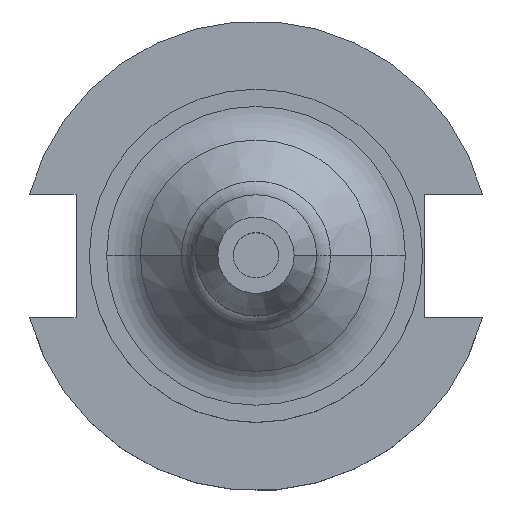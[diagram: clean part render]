
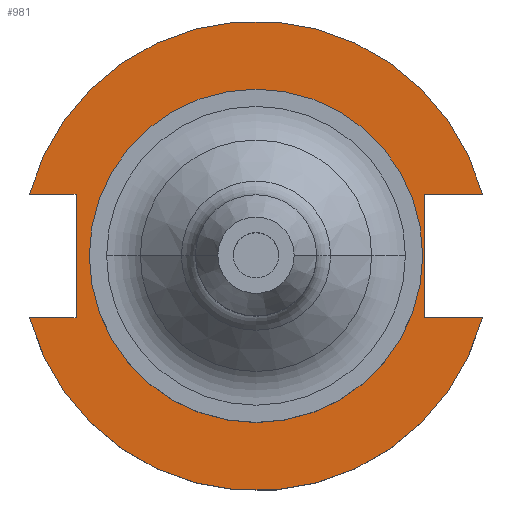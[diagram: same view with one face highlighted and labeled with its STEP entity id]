
A CAD part, top view. The second image highlights one B-rep face of the part: STEP entity #981.
In plain terms, the highlighted planar face has unit normal (0, 0, 1).
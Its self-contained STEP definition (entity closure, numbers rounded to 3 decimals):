
#26 = FACE_OUTER_BOUND ( 'NONE', #1603, .T. ) ;
#50 = ORIENTED_EDGE ( 'NONE', *, *, #1289, .T. ) ;
#58 = VERTEX_POINT ( 'NONE', #1463 ) ;
#112 = CARTESIAN_POINT ( 'NONE',  ( 47.477, -12.954, 19.05 ) ) ;
#118 = CARTESIAN_POINT ( 'NONE',  ( 35.306, 12.954, 19.05 ) ) ;
#127 = CARTESIAN_POINT ( 'NONE',  ( -63.719, 12.954, 19.05 ) ) ;
#150 = AXIS2_PLACEMENT_3D ( 'NONE', #1698, #1038, #345 ) ;
#162 = ORIENTED_EDGE ( 'NONE', *, *, #1695, .F. ) ;
#172 = CARTESIAN_POINT ( 'NONE',  ( 0., 0., 19.05 ) ) ;
#204 = VERTEX_POINT ( 'NONE', #112 ) ;
#237 = EDGE_CURVE ( 'NONE', #327, #1689, #338, .T. ) ;
#255 = LINE ( 'NONE', #351, #755 ) ;
#327 = VERTEX_POINT ( 'NONE', #1276 ) ;
#338 = LINE ( 'NONE', #118, #1449 ) ;
#345 = DIRECTION ( 'NONE',  ( 1., 0., 0. ) ) ;
#351 = CARTESIAN_POINT ( 'NONE',  ( -63.719, -12.954, 19.05 ) ) ;
#371 = DIRECTION ( 'NONE',  ( 1., 0., 0. ) ) ;
#372 = AXIS2_PLACEMENT_3D ( 'NONE', #172, #634, #1241 ) ;
#386 = CARTESIAN_POINT ( 'NONE',  ( 47.477, 12.954, 19.05 ) ) ;
#419 = CARTESIAN_POINT ( 'NONE',  ( 0., 0., 19.05 ) ) ;
#420 = CARTESIAN_POINT ( 'NONE',  ( -37.719, 12.954, 19.05 ) ) ;
#424 = DIRECTION ( 'NONE',  ( 1., 0., 0. ) ) ;
#434 = DIRECTION ( 'NONE',  ( 0., 0., 1. ) ) ;
#442 = DIRECTION ( 'NONE',  ( 1., 0., 0. ) ) ;
#459 = CIRCLE ( 'NONE', #372, 34.925 ) ;
#485 = ORIENTED_EDGE ( 'NONE', *, *, #1632, .F. ) ;
#499 = DIRECTION ( 'NONE',  ( 1., 0., 0. ) ) ;
#516 = VERTEX_POINT ( 'NONE', #420 ) ;
#547 = CARTESIAN_POINT ( 'NONE',  ( 0., 49.212, 19.05 ) ) ;
#566 = VERTEX_POINT ( 'NONE', #1214 ) ;
#585 = EDGE_LOOP ( 'NONE', ( #162, #1257 ) ) ;
#586 = DIRECTION ( 'NONE',  ( 0., -1., 0. ) ) ;
#604 = LINE ( 'NONE', #1462, #729 ) ;
#617 = EDGE_CURVE ( 'NONE', #58, #516, #978, .T. ) ;
#634 = DIRECTION ( 'NONE',  ( 0., 0., 1. ) ) ;
#729 = VECTOR ( 'NONE', #371, 1000. ) ;
#734 = DIRECTION ( 'NONE',  ( -1., 0., 0. ) ) ;
#744 = CIRCLE ( 'NONE', #1553, 49.212 ) ;
#745 = CARTESIAN_POINT ( 'NONE',  ( -47.477, 12.954, 19.05 ) ) ;
#755 = VECTOR ( 'NONE', #499, 1000. ) ;
#800 = LINE ( 'NONE', #1279, #1081 ) ;
#803 = LINE ( 'NONE', #127, #1488 ) ;
#831 = ORIENTED_EDGE ( 'NONE', *, *, #1076, .F. ) ;
#842 = AXIS2_PLACEMENT_3D ( 'NONE', #1089, #434, #1228 ) ;
#852 = DIRECTION ( 'NONE',  ( 0., 1., 0. ) ) ;
#882 = CIRCLE ( 'NONE', #842, 49.212 ) ;
#896 = EDGE_CURVE ( 'NONE', #516, #1542, #803, .T. ) ;
#923 = CIRCLE ( 'NONE', #150, 34.925 ) ;
#952 = DIRECTION ( 'NONE',  ( 0., 0., 1. ) ) ;
#978 = LINE ( 'NONE', #1777, #1598 ) ;
#981 = ADVANCED_FACE ( 'NONE', ( #1084, #26 ), #1212, .T. ) ;
#1021 = CARTESIAN_POINT ( 'NONE',  ( 34.925, 0., 19.05 ) ) ;
#1037 = CARTESIAN_POINT ( 'NONE',  ( 35.306, -12.954, 19.05 ) ) ;
#1038 = DIRECTION ( 'NONE',  ( 0., 0., 1. ) ) ;
#1076 = EDGE_CURVE ( 'NONE', #1762, #327, #800, .T. ) ;
#1081 = VECTOR ( 'NONE', #734, 1000. ) ;
#1084 = FACE_BOUND ( 'NONE', #585, .T. ) ;
#1089 = CARTESIAN_POINT ( 'NONE',  ( 0., 0., 19.05 ) ) ;
#1097 = DIRECTION ( 'NONE',  ( 0., 0., 1. ) ) ;
#1110 = ORIENTED_EDGE ( 'NONE', *, *, #1501, .F. ) ;
#1212 = PLANE ( 'NONE',  #1246 ) ;
#1214 = CARTESIAN_POINT ( 'NONE',  ( -34.925, 0., 19.05 ) ) ;
#1228 = DIRECTION ( 'NONE',  ( 1., 0., 0. ) ) ;
#1241 = DIRECTION ( 'NONE',  ( 1., 0., 0. ) ) ;
#1246 = AXIS2_PLACEMENT_3D ( 'NONE', #547, #1097, #424 ) ;
#1247 = EDGE_CURVE ( 'NONE', #1615, #204, #744, .T. ) ;
#1257 = ORIENTED_EDGE ( 'NONE', *, *, #1569, .F. ) ;
#1276 = CARTESIAN_POINT ( 'NONE',  ( 35.306, 12.954, 19.05 ) ) ;
#1279 = CARTESIAN_POINT ( 'NONE',  ( 35.306, 12.954, 19.05 ) ) ;
#1286 = ORIENTED_EDGE ( 'NONE', *, *, #237, .F. ) ;
#1289 = EDGE_CURVE ( 'NONE', #1762, #1542, #882, .T. ) ;
#1311 = CARTESIAN_POINT ( 'NONE',  ( -47.477, -12.954, 19.05 ) ) ;
#1338 = ORIENTED_EDGE ( 'NONE', *, *, #1247, .T. ) ;
#1388 = DIRECTION ( 'NONE',  ( -1., 0., 0. ) ) ;
#1449 = VECTOR ( 'NONE', #586, 1000. ) ;
#1462 = CARTESIAN_POINT ( 'NONE',  ( 35.306, -12.954, 19.05 ) ) ;
#1463 = CARTESIAN_POINT ( 'NONE',  ( -37.719, -12.954, 19.05 ) ) ;
#1488 = VECTOR ( 'NONE', #1388, 1000. ) ;
#1501 = EDGE_CURVE ( 'NONE', #1615, #58, #255, .T. ) ;
#1518 = VERTEX_POINT ( 'NONE', #1021 ) ;
#1525 = ORIENTED_EDGE ( 'NONE', *, *, #896, .F. ) ;
#1542 = VERTEX_POINT ( 'NONE', #745 ) ;
#1553 = AXIS2_PLACEMENT_3D ( 'NONE', #419, #952, #442 ) ;
#1569 = EDGE_CURVE ( 'NONE', #566, #1518, #923, .T. ) ;
#1598 = VECTOR ( 'NONE', #852, 1000. ) ;
#1603 = EDGE_LOOP ( 'NONE', ( #1338, #485, #1286, #831, #50, #1525, #1643, #1110 ) ) ;
#1615 = VERTEX_POINT ( 'NONE', #1311 ) ;
#1632 = EDGE_CURVE ( 'NONE', #1689, #204, #604, .T. ) ;
#1643 = ORIENTED_EDGE ( 'NONE', *, *, #617, .F. ) ;
#1689 = VERTEX_POINT ( 'NONE', #1037 ) ;
#1695 = EDGE_CURVE ( 'NONE', #1518, #566, #459, .T. ) ;
#1698 = CARTESIAN_POINT ( 'NONE',  ( 0., 0., 19.05 ) ) ;
#1762 = VERTEX_POINT ( 'NONE', #386 ) ;
#1777 = CARTESIAN_POINT ( 'NONE',  ( -37.719, 12.954, 19.05 ) ) ;
